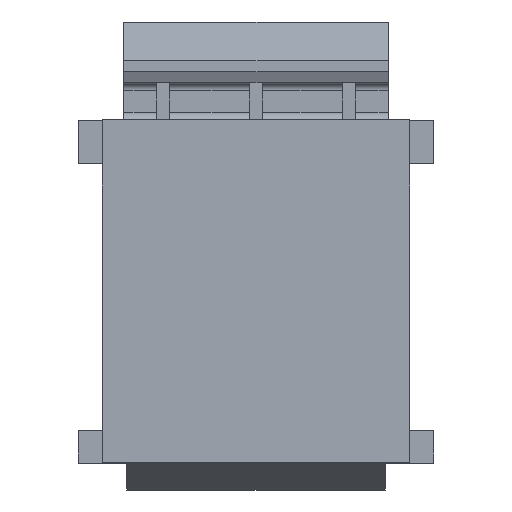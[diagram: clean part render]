
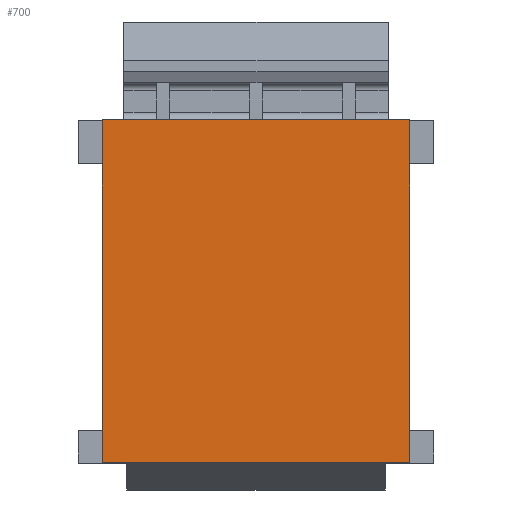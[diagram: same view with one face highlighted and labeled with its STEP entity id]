
A CAD part, top view. The second image highlights one B-rep face of the part: STEP entity #700.
In plain terms, the highlighted planar face has unit normal (0, 0, 1).
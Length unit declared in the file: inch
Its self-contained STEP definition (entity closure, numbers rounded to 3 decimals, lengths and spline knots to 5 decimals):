
#151 = VERTEX_POINT ( 'NONE', #1367 ) ;
#154 = VERTEX_POINT ( 'NONE', #1361 ) ;
#219 = EDGE_CURVE ( 'NONE', #151, #154, #1678, .T. ) ;
#499 = ORIENTED_EDGE ( 'NONE', *, *, #705, .F. ) ;
#574 = EDGE_LOOP ( 'NONE', ( #702, #707, #736, #499 ) ) ;
#700 = ADVANCED_FACE ( 'NONE', ( #2424 ), #2437, .F. ) ;
#701 = VERTEX_POINT ( 'NONE', #2399 ) ;
#702 = ORIENTED_EDGE ( 'NONE', *, *, #704, .F. ) ;
#703 = EDGE_CURVE ( 'NONE', #709, #151, #2417, .T. ) ;
#704 = EDGE_CURVE ( 'NONE', #709, #701, #2426, .T. ) ;
#705 = EDGE_CURVE ( 'NONE', #701, #154, #2598, .T. ) ;
#707 = ORIENTED_EDGE ( 'NONE', *, *, #703, .T. ) ;
#709 = VERTEX_POINT ( 'NONE', #2423 ) ;
#736 = ORIENTED_EDGE ( 'NONE', *, *, #219, .T. ) ;
#1361 = CARTESIAN_POINT ( 'NONE',  ( -0.285, 0.328, 0.084 ) ) ;
#1367 = CARTESIAN_POINT ( 'NONE',  ( 0.285, 0.328, 0.084 ) ) ;
#1675 = DIRECTION ( 'NONE',  ( -1., 0., 0. ) ) ;
#1676 = VECTOR ( 'NONE', #1675, 39.37008 ) ;
#1677 = CARTESIAN_POINT ( 'NONE',  ( 0.33, 0.328, 0.084 ) ) ;
#1678 = LINE ( 'NONE', #1677, #1676 ) ;
#2399 = CARTESIAN_POINT ( 'NONE',  ( -0.285, -0.308, 0.084 ) ) ;
#2414 = DIRECTION ( 'NONE',  ( 0., 1., 0. ) ) ;
#2415 = VECTOR ( 'NONE', #2414, 39.37008 ) ;
#2416 = CARTESIAN_POINT ( 'NONE',  ( 0.285, -0.375, 0.084 ) ) ;
#2417 = LINE ( 'NONE', #2416, #2415 ) ;
#2418 = DIRECTION ( 'NONE',  ( 0., 1., 0. ) ) ;
#2419 = DIRECTION ( 'NONE',  ( 0., 0., -1. ) ) ;
#2423 = CARTESIAN_POINT ( 'NONE',  ( 0.285, -0.308, 0.084 ) ) ;
#2424 = FACE_OUTER_BOUND ( 'NONE', #574, .T. ) ;
#2426 = LINE ( 'NONE', #2601, #2600 ) ;
#2432 = AXIS2_PLACEMENT_3D ( 'NONE', #2440, #2419, #2418 ) ;
#2437 = PLANE ( 'NONE',  #2432 ) ;
#2440 = CARTESIAN_POINT ( 'NONE',  ( 0.33, -0.308, 0.084 ) ) ;
#2595 = DIRECTION ( 'NONE',  ( 0., 1., 0. ) ) ;
#2596 = VECTOR ( 'NONE', #2595, 39.37008 ) ;
#2597 = CARTESIAN_POINT ( 'NONE',  ( -0.285, -0.375, 0.084 ) ) ;
#2598 = LINE ( 'NONE', #2597, #2596 ) ;
#2599 = DIRECTION ( 'NONE',  ( -1., 0., 0. ) ) ;
#2600 = VECTOR ( 'NONE', #2599, 39.37008 ) ;
#2601 = CARTESIAN_POINT ( 'NONE',  ( 0.33, -0.308, 0.084 ) ) ;
